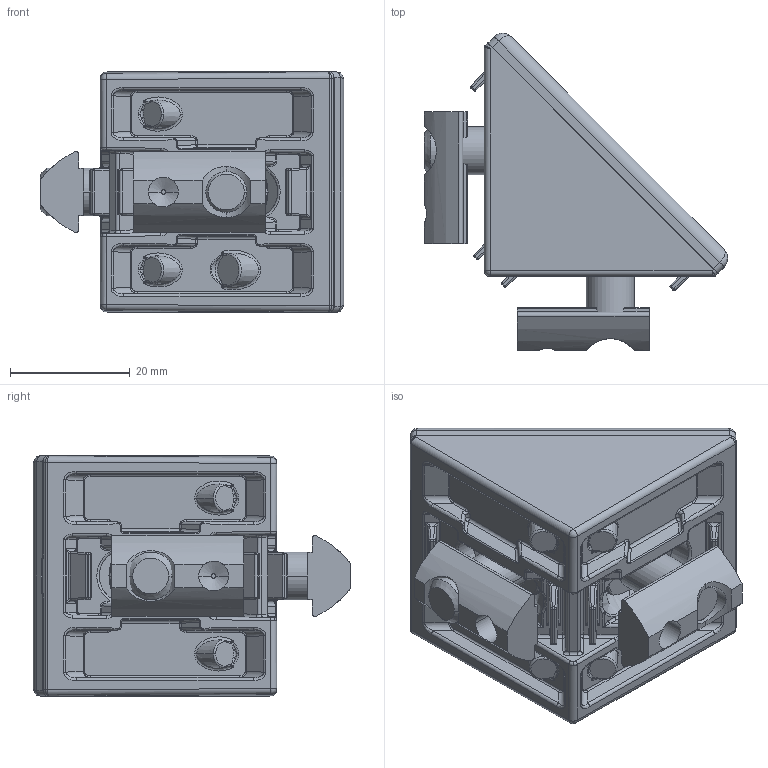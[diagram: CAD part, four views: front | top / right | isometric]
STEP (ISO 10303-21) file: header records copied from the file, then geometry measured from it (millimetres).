
FILE_DESCRIPTION (( 'STEP AP214' ), '1' );
FILE_NAME ('FIXE08E1444-Kit équerre 8 40x40x40 Zn.STEP', '2023-03-20T11:45:54', ( '' ), ( '' ), 'SwSTEP 2.0', 'SolidWorks 2021', '' );
FILE_SCHEMA (( 'AUTOMOTIVE_DESIGN' ));
Length unit declared in the file: millimetre
Products named in the file (1): FIXE08E1444-Kit équerre 8 40x40x40 Zn
Bounding box: 50.57 x 52.91 x 40.1 mm (x, y, z)
Volume: 24151.1 mm3; surface area: 17529.6 mm2
Topology: 5 solids, 5 shells, 1065 faces, 2581 edges, 1487 vertices
Faces by surface type: bspline 359, cylinder 353, plane 246, sphere 46, cone 32, torus 29
Entity records: 44293 total; most frequent: CARTESIAN_POINT 21648, ORIENTED_EDGE 5042, DIRECTION 3798, EDGE_CURVE 2521, VERTEX_POINT 1486, AXIS2_PLACEMENT_3D 1393, EDGE_LOOP 1099, FACE_OUTER_BOUND 1065
